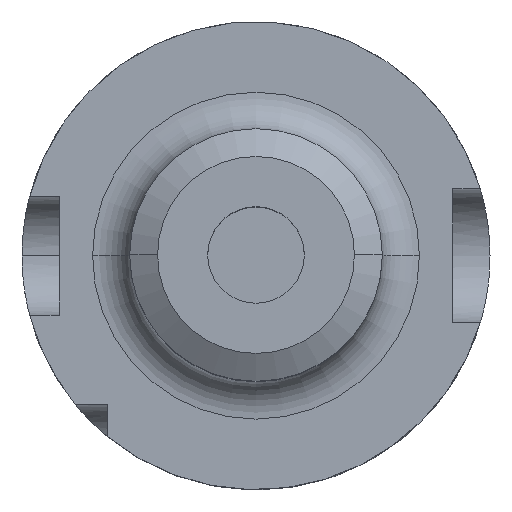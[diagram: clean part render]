
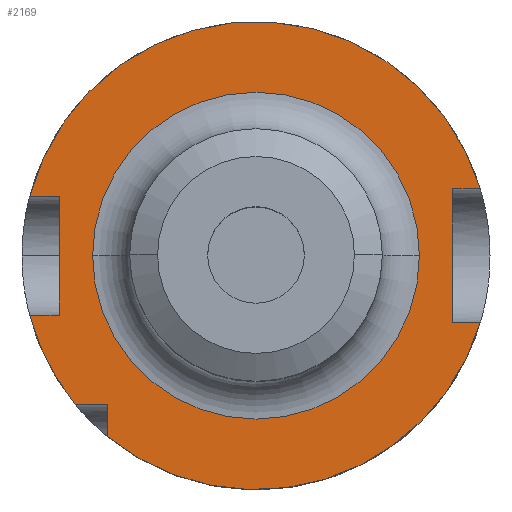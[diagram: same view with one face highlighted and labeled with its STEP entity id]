
A CAD part, top view. The second image highlights one B-rep face of the part: STEP entity #2169.
In plain terms, the highlighted planar face has unit normal (0, 0, 1).
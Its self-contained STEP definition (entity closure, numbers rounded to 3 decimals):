
#110 = AXIS2_PLACEMENT_3D ( 'NONE', #1528, #349, #3831 ) ;
#112 = CARTESIAN_POINT ( 'NONE',  ( -26.5, 17., 26. ) ) ;
#115 = VECTOR ( 'NONE', #2277, 1000. ) ;
#136 = EDGE_LOOP ( 'NONE', ( #502, #1779, #355, #3806, #499, #3028, #318, #1008, #247, #1167, #2258 ) ) ;
#203 = CARTESIAN_POINT ( 'NONE',  ( -24.336, -20., 26. ) ) ;
#235 = DIRECTION ( 'NONE',  ( 0., 1., 0. ) ) ;
#247 = ORIENTED_EDGE ( 'NONE', *, *, #445, .F. ) ;
#248 = CARTESIAN_POINT ( 'NONE',  ( 0., -20., 26. ) ) ;
#259 = CARTESIAN_POINT ( 'NONE',  ( 0., 0., 26. ) ) ;
#314 = DIRECTION ( 'NONE',  ( 0., 0., -1. ) ) ;
#318 = ORIENTED_EDGE ( 'NONE', *, *, #471, .F. ) ;
#325 = CARTESIAN_POINT ( 'NONE',  ( 26.5, 9., 26. ) ) ;
#332 = DIRECTION ( 'NONE',  ( 0., 0., -1. ) ) ;
#349 = DIRECTION ( 'NONE',  ( 0., 0., -1. ) ) ;
#355 = ORIENTED_EDGE ( 'NONE', *, *, #1764, .F. ) ;
#389 = DIRECTION ( 'NONE',  ( -1., 0., 0. ) ) ;
#399 = VERTEX_POINT ( 'NONE', #203 ) ;
#416 = EDGE_CURVE ( 'NONE', #3032, #598, #3370, .T. ) ;
#433 = EDGE_CURVE ( 'NONE', #399, #3787, #911, .T. ) ;
#445 = EDGE_CURVE ( 'NONE', #3480, #2667, #1003, .T. ) ;
#471 = EDGE_CURVE ( 'NONE', #3442, #598, #2513, .T. ) ;
#479 = VECTOR ( 'NONE', #2961, 1000. ) ;
#499 = ORIENTED_EDGE ( 'NONE', *, *, #763, .T. ) ;
#502 = ORIENTED_EDGE ( 'NONE', *, *, #516, .F. ) ;
#516 = EDGE_CURVE ( 'NONE', #1775, #399, #1710, .T. ) ;
#598 = VERTEX_POINT ( 'NONE', #3820 ) ;
#613 = DIRECTION ( 'NONE',  ( 1., 0., 0. ) ) ;
#682 = CARTESIAN_POINT ( 'NONE',  ( 30.187, -9., 26. ) ) ;
#758 = CARTESIAN_POINT ( 'NONE',  ( -20., 17., 26. ) ) ;
#763 = EDGE_CURVE ( 'NONE', #1291, #3032, #2555, .T. ) ;
#796 = CARTESIAN_POINT ( 'NONE',  ( 0., 0., 26. ) ) ;
#872 = VECTOR ( 'NONE', #1361, 1000. ) ;
#877 = VERTEX_POINT ( 'NONE', #3655 ) ;
#911 = CIRCLE ( 'NONE', #1351, 31.5 ) ;
#939 = DIRECTION ( 'NONE',  ( 0., 0., -1. ) ) ;
#949 = VECTOR ( 'NONE', #3763, 1000. ) ;
#983 = DIRECTION ( 'NONE',  ( -1., 0., 0. ) ) ;
#1003 = LINE ( 'NONE', #112, #3205 ) ;
#1008 = ORIENTED_EDGE ( 'NONE', *, *, #3408, .F. ) ;
#1063 = DIRECTION ( 'NONE',  ( -1., 0., 0. ) ) ;
#1074 = CARTESIAN_POINT ( 'NONE',  ( 0., 0., 26. ) ) ;
#1106 = CARTESIAN_POINT ( 'NONE',  ( -30.467, -8., 26. ) ) ;
#1159 = CARTESIAN_POINT ( 'NONE',  ( 26.5, 17., 26. ) ) ;
#1167 = ORIENTED_EDGE ( 'NONE', *, *, #3627, .F. ) ;
#1269 = DIRECTION ( 'NONE',  ( 1., 0., 0. ) ) ;
#1273 = CARTESIAN_POINT ( 'NONE',  ( -26.5, -8., 26. ) ) ;
#1278 = CARTESIAN_POINT ( 'NONE',  ( 0., 9., 26. ) ) ;
#1291 = VERTEX_POINT ( 'NONE', #1815 ) ;
#1351 = AXIS2_PLACEMENT_3D ( 'NONE', #259, #332, #389 ) ;
#1361 = DIRECTION ( 'NONE',  ( 0., 1., 0. ) ) ;
#1461 = CARTESIAN_POINT ( 'NONE',  ( 0., 8., 26. ) ) ;
#1528 = CARTESIAN_POINT ( 'NONE',  ( 0., 0., 26. ) ) ;
#1559 = CIRCLE ( 'NONE', #110, 22. ) ;
#1651 = LINE ( 'NONE', #758, #872 ) ;
#1710 = LINE ( 'NONE', #248, #2340 ) ;
#1722 = CIRCLE ( 'NONE', #3059, 31.5 ) ;
#1725 = DIRECTION ( 'NONE',  ( 1., 0., 0. ) ) ;
#1764 = EDGE_CURVE ( 'NONE', #2525, #3120, #1722, .T. ) ;
#1766 = AXIS2_PLACEMENT_3D ( 'NONE', #796, #939, #983 ) ;
#1775 = VERTEX_POINT ( 'NONE', #2456 ) ;
#1779 = ORIENTED_EDGE ( 'NONE', *, *, #3310, .F. ) ;
#1815 = CARTESIAN_POINT ( 'NONE',  ( 26.5, -9., 26. ) ) ;
#1857 = VECTOR ( 'NONE', #2387, 1000. ) ;
#1927 = CARTESIAN_POINT ( 'NONE',  ( -20., -24.336, 26. ) ) ;
#1953 = CIRCLE ( 'NONE', #2416, 22. ) ;
#1957 = ORIENTED_EDGE ( 'NONE', *, *, #2166, .T. ) ;
#1985 = PLANE ( 'NONE',  #3493 ) ;
#2017 = EDGE_CURVE ( 'NONE', #2072, #877, #1953, .T. ) ;
#2072 = VERTEX_POINT ( 'NONE', #3142 ) ;
#2082 = EDGE_CURVE ( 'NONE', #2525, #1291, #3431, .T. ) ;
#2112 = CARTESIAN_POINT ( 'NONE',  ( 0., -9., 26. ) ) ;
#2166 = EDGE_CURVE ( 'NONE', #877, #2072, #1559, .T. ) ;
#2169 = ADVANCED_FACE ( 'NONE', ( #2399, #3854 ), #1985, .T. ) ;
#2200 = EDGE_LOOP ( 'NONE', ( #1957, #3516 ) ) ;
#2258 = ORIENTED_EDGE ( 'NONE', *, *, #433, .F. ) ;
#2277 = DIRECTION ( 'NONE',  ( 1., 0., 0. ) ) ;
#2340 = VECTOR ( 'NONE', #1063, 1000. ) ;
#2387 = DIRECTION ( 'NONE',  ( -1., 0., 0. ) ) ;
#2399 = FACE_BOUND ( 'NONE', #2200, .T. ) ;
#2416 = AXIS2_PLACEMENT_3D ( 'NONE', #1074, #314, #613 ) ;
#2456 = CARTESIAN_POINT ( 'NONE',  ( -20., -20., 26. ) ) ;
#2505 = LINE ( 'NONE', #3724, #115 ) ;
#2513 = CIRCLE ( 'NONE', #1766, 31.5 ) ;
#2517 = CARTESIAN_POINT ( 'NONE',  ( -26.5, 8., 26. ) ) ;
#2525 = VERTEX_POINT ( 'NONE', #682 ) ;
#2555 = LINE ( 'NONE', #1159, #949 ) ;
#2621 = DIRECTION ( 'NONE',  ( -1., 0., 0. ) ) ;
#2667 = VERTEX_POINT ( 'NONE', #2517 ) ;
#2683 = CARTESIAN_POINT ( 'NONE',  ( -30.467, 8., 26. ) ) ;
#2867 = LINE ( 'NONE', #1461, #479 ) ;
#2961 = DIRECTION ( 'NONE',  ( -1., 0., 0. ) ) ;
#3028 = ORIENTED_EDGE ( 'NONE', *, *, #416, .T. ) ;
#3032 = VERTEX_POINT ( 'NONE', #325 ) ;
#3059 = AXIS2_PLACEMENT_3D ( 'NONE', #3794, #3476, #2621 ) ;
#3120 = VERTEX_POINT ( 'NONE', #1927 ) ;
#3142 = CARTESIAN_POINT ( 'NONE',  ( -22., 0., 26. ) ) ;
#3205 = VECTOR ( 'NONE', #235, 1000. ) ;
#3292 = VECTOR ( 'NONE', #1725, 1000. ) ;
#3310 = EDGE_CURVE ( 'NONE', #3120, #1775, #1651, .T. ) ;
#3370 = LINE ( 'NONE', #1278, #3292 ) ;
#3408 = EDGE_CURVE ( 'NONE', #2667, #3442, #2867, .T. ) ;
#3431 = LINE ( 'NONE', #2112, #1857 ) ;
#3442 = VERTEX_POINT ( 'NONE', #2683 ) ;
#3476 = DIRECTION ( 'NONE',  ( 0., 0., -1. ) ) ;
#3480 = VERTEX_POINT ( 'NONE', #1273 ) ;
#3493 = AXIS2_PLACEMENT_3D ( 'NONE', #3722, #3659, #1269 ) ;
#3516 = ORIENTED_EDGE ( 'NONE', *, *, #2017, .T. ) ;
#3627 = EDGE_CURVE ( 'NONE', #3787, #3480, #2505, .T. ) ;
#3655 = CARTESIAN_POINT ( 'NONE',  ( 22., 0., 26. ) ) ;
#3659 = DIRECTION ( 'NONE',  ( 0., 0., 1. ) ) ;
#3722 = CARTESIAN_POINT ( 'NONE',  ( 0., 17., 26. ) ) ;
#3724 = CARTESIAN_POINT ( 'NONE',  ( 0., -8., 26. ) ) ;
#3763 = DIRECTION ( 'NONE',  ( 0., 1., 0. ) ) ;
#3787 = VERTEX_POINT ( 'NONE', #1106 ) ;
#3794 = CARTESIAN_POINT ( 'NONE',  ( 0., 0., 26. ) ) ;
#3806 = ORIENTED_EDGE ( 'NONE', *, *, #2082, .T. ) ;
#3820 = CARTESIAN_POINT ( 'NONE',  ( 30.187, 9., 26. ) ) ;
#3831 = DIRECTION ( 'NONE',  ( 1., 0., 0. ) ) ;
#3854 = FACE_OUTER_BOUND ( 'NONE', #136, .T. ) ;
